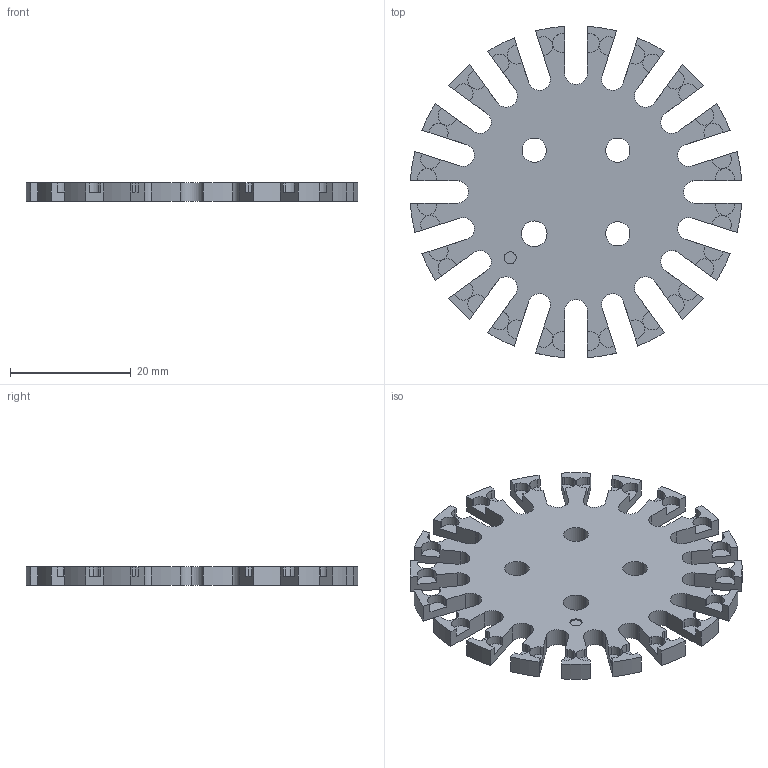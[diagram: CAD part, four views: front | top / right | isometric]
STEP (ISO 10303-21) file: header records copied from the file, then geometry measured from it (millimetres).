
FILE_DESCRIPTION (( 'STEP AP203' ), '1' );
FILE_NAME ('Wheel_Cap.STEP', '2019-07-27T18:22:51', ( '' ), ( '' ), 'SwSTEP 2.0', 'SolidWorks 2019', '' );
FILE_SCHEMA (( 'CONFIG_CONTROL_DESIGN' ));
Length unit declared in the file: millimetre
Products named in the file (1): Wheel_Cap
Bounding box: 54.87 x 54.87 x 3 mm (x, y, z)
Volume: 4585.5 mm3; surface area: 5171.4 mm2
Topology: 1 solids, 1 shells, 280 faces, 831 edges, 554 vertices
Faces by surface type: plane 163, cylinder 117
Entity records: 9502 total; most frequent: CARTESIAN_POINT 1666, ORIENTED_EDGE 1662, DIRECTION 1627, EDGE_CURVE 831, LINE 597, VECTOR 597, VERTEX_POINT 554, AXIS2_PLACEMENT_3D 515
